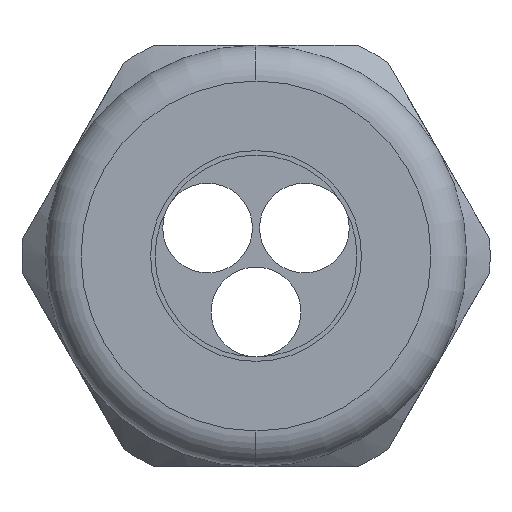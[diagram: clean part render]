
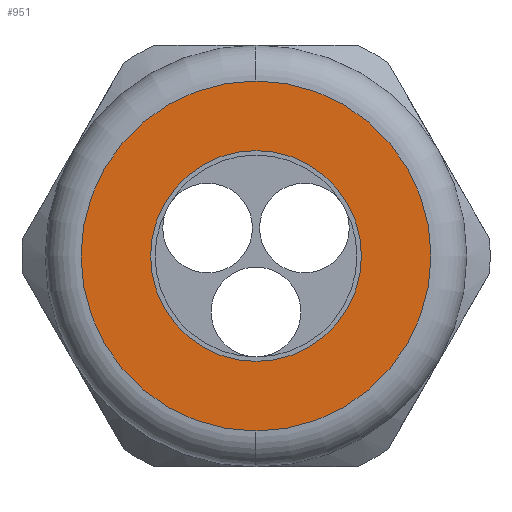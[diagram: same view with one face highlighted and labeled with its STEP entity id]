
A CAD part, left-side view. The second image highlights one B-rep face of the part: STEP entity #951.
In plain terms, the highlighted planar face has unit normal (-1, 0, 0).
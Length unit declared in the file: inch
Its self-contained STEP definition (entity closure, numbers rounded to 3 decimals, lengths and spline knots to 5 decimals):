
#352 = VERTEX_POINT ( 'NONE', #2477 ) ;
#354 = EDGE_CURVE ( 'NONE', #355, #352, #2476, .T. ) ;
#355 = VERTEX_POINT ( 'NONE', #2471 ) ;
#387 = VERTEX_POINT ( 'NONE', #2529 ) ;
#388 = VERTEX_POINT ( 'NONE', #2528 ) ;
#466 = EDGE_CURVE ( 'NONE', #387, #388, #2696, .T. ) ;
#951 = ADVANCED_FACE ( 'NONE', ( #3637, #3636 ), #3635, .T. ) ;
#952 = EDGE_LOOP ( 'NONE', ( #953, #954 ) ) ;
#953 = ORIENTED_EDGE ( 'NONE', *, *, #354, .T. ) ;
#954 = ORIENTED_EDGE ( 'NONE', *, *, #955, .T. ) ;
#955 = EDGE_CURVE ( 'NONE', #352, #355, #3693, .T. ) ;
#956 = EDGE_LOOP ( 'NONE', ( #957, #958 ) ) ;
#957 = ORIENTED_EDGE ( 'NONE', *, *, #973, .T. ) ;
#958 = ORIENTED_EDGE ( 'NONE', *, *, #466, .T. ) ;
#973 = EDGE_CURVE ( 'NONE', #388, #387, #3731, .T. ) ;
#2471 = CARTESIAN_POINT ( 'NONE',  ( -1.41, 0., 0.39 ) ) ;
#2472 = DIRECTION ( 'NONE',  ( 0., 0., 1. ) ) ;
#2473 = DIRECTION ( 'NONE',  ( -1., 0., 0. ) ) ;
#2474 = CARTESIAN_POINT ( 'NONE',  ( -1.41, 0., 0. ) ) ;
#2475 = AXIS2_PLACEMENT_3D ( 'NONE', #2474, #2473, #2472 ) ;
#2476 = CIRCLE ( 'NONE', #2475, 0.39 ) ;
#2477 = CARTESIAN_POINT ( 'NONE',  ( -1.41, 0., -0.39 ) ) ;
#2528 = CARTESIAN_POINT ( 'NONE',  ( -1.41, 0., -0.235 ) ) ;
#2529 = CARTESIAN_POINT ( 'NONE',  ( -1.41, 0., 0.235 ) ) ;
#2693 = DIRECTION ( 'NONE',  ( 0., 0., -1. ) ) ;
#2694 = DIRECTION ( 'NONE',  ( 1., 0., 0. ) ) ;
#2695 = AXIS2_PLACEMENT_3D ( 'NONE', #2701, #2694, #2693 ) ;
#2696 = CIRCLE ( 'NONE', #2695, 0.235 ) ;
#2701 = CARTESIAN_POINT ( 'NONE',  ( -1.41, 0., 0. ) ) ;
#3635 = PLANE ( 'NONE',  #3697 ) ;
#3636 = FACE_BOUND ( 'NONE', #956, .T. ) ;
#3637 = FACE_OUTER_BOUND ( 'NONE', #952, .T. ) ;
#3670 = CARTESIAN_POINT ( 'NONE',  ( -1.41, 0., 0. ) ) ;
#3689 = DIRECTION ( 'NONE',  ( 0., 0., 1. ) ) ;
#3690 = DIRECTION ( 'NONE',  ( -1., 0., 0. ) ) ;
#3691 = CARTESIAN_POINT ( 'NONE',  ( -1.41, 0., 0. ) ) ;
#3692 = AXIS2_PLACEMENT_3D ( 'NONE', #3691, #3690, #3689 ) ;
#3693 = CIRCLE ( 'NONE', #3692, 0.39 ) ;
#3694 = DIRECTION ( 'NONE',  ( 0., 0., 1. ) ) ;
#3695 = DIRECTION ( 'NONE',  ( -1., 0., 0. ) ) ;
#3696 = CARTESIAN_POINT ( 'NONE',  ( -1.41, 0.47, 0. ) ) ;
#3697 = AXIS2_PLACEMENT_3D ( 'NONE', #3696, #3695, #3694 ) ;
#3728 = DIRECTION ( 'NONE',  ( 0., 0., -1. ) ) ;
#3729 = DIRECTION ( 'NONE',  ( 1., 0., 0. ) ) ;
#3730 = AXIS2_PLACEMENT_3D ( 'NONE', #3670, #3729, #3728 ) ;
#3731 = CIRCLE ( 'NONE', #3730, 0.235 ) ;
